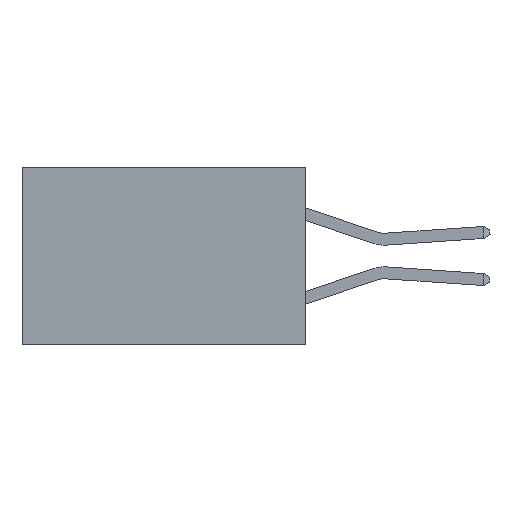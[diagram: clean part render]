
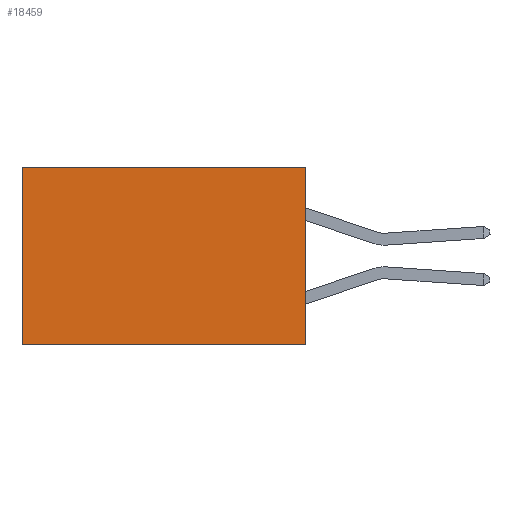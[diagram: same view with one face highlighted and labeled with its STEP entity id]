
A CAD part, left-side view. The second image highlights one B-rep face of the part: STEP entity #18459.
In plain terms, the highlighted planar face has unit normal (-1, 0, 0).
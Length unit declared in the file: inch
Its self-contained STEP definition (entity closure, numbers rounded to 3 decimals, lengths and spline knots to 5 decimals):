
#309 = EDGE_CURVE ( 'NONE', #13078, #11234, #25101, .T. ) ;
#2791 = DIRECTION ( 'NONE',  ( 0., 0., -1. ) ) ;
#3551 = ORIENTED_EDGE ( 'NONE', *, *, #309, .T. ) ;
#3834 = EDGE_CURVE ( 'NONE', #12071, #7405, #15998, .T. ) ;
#3938 = LINE ( 'NONE', #22590, #25778 ) ;
#4024 = VECTOR ( 'NONE', #25634, 39.37008 ) ;
#4847 = EDGE_CURVE ( 'NONE', #7405, #11234, #3938, .T. ) ;
#5312 = EDGE_LOOP ( 'NONE', ( #3551, #17388, #11039, #27546 ) ) ;
#5832 = FACE_OUTER_BOUND ( 'NONE', #5312, .T. ) ;
#6125 = CARTESIAN_POINT ( 'NONE',  ( 0.277, 0., -0.37 ) ) ;
#7405 = VERTEX_POINT ( 'NONE', #16372 ) ;
#7452 = CARTESIAN_POINT ( 'NONE',  ( 0.277, 0.59, -0.37 ) ) ;
#8207 = CARTESIAN_POINT ( 'NONE',  ( 0.277, 0., 0. ) ) ;
#9838 = LINE ( 'NONE', #8207, #4024 ) ;
#11039 = ORIENTED_EDGE ( 'NONE', *, *, #3834, .F. ) ;
#11234 = VERTEX_POINT ( 'NONE', #7452 ) ;
#11478 = PLANE ( 'NONE',  #12705 ) ;
#12071 = VERTEX_POINT ( 'NONE', #14411 ) ;
#12705 = AXIS2_PLACEMENT_3D ( 'NONE', #17861, #15826, #2791 ) ;
#13078 = VERTEX_POINT ( 'NONE', #13623 ) ;
#13623 = CARTESIAN_POINT ( 'NONE',  ( 0.277, 0.59, 0. ) ) ;
#13896 = DIRECTION ( 'NONE',  ( 0., 0., -1. ) ) ;
#14411 = CARTESIAN_POINT ( 'NONE',  ( 0.277, 0., 0. ) ) ;
#15826 = DIRECTION ( 'NONE',  ( 1., 0., 0. ) ) ;
#15998 = LINE ( 'NONE', #6125, #26958 ) ;
#16372 = CARTESIAN_POINT ( 'NONE',  ( 0.277, 0., -0.37 ) ) ;
#17388 = ORIENTED_EDGE ( 'NONE', *, *, #4847, .F. ) ;
#17861 = CARTESIAN_POINT ( 'NONE',  ( 0.277, 0., -0.37 ) ) ;
#17946 = DIRECTION ( 'NONE',  ( 0., 1., 0. ) ) ;
#18402 = CARTESIAN_POINT ( 'NONE',  ( 0.277, 0.59, -0.37 ) ) ;
#18459 = ADVANCED_FACE ( 'NONE', ( #5832 ), #11478, .F. ) ;
#19961 = VECTOR ( 'NONE', #13896, 39.37008 ) ;
#20551 = EDGE_CURVE ( 'NONE', #12071, #13078, #9838, .T. ) ;
#22590 = CARTESIAN_POINT ( 'NONE',  ( 0.277, 0., -0.37 ) ) ;
#24885 = DIRECTION ( 'NONE',  ( 0., 0., -1. ) ) ;
#25101 = LINE ( 'NONE', #18402, #19961 ) ;
#25634 = DIRECTION ( 'NONE',  ( 0., 1., 0. ) ) ;
#25778 = VECTOR ( 'NONE', #17946, 39.37008 ) ;
#26958 = VECTOR ( 'NONE', #24885, 39.37008 ) ;
#27546 = ORIENTED_EDGE ( 'NONE', *, *, #20551, .T. ) ;
